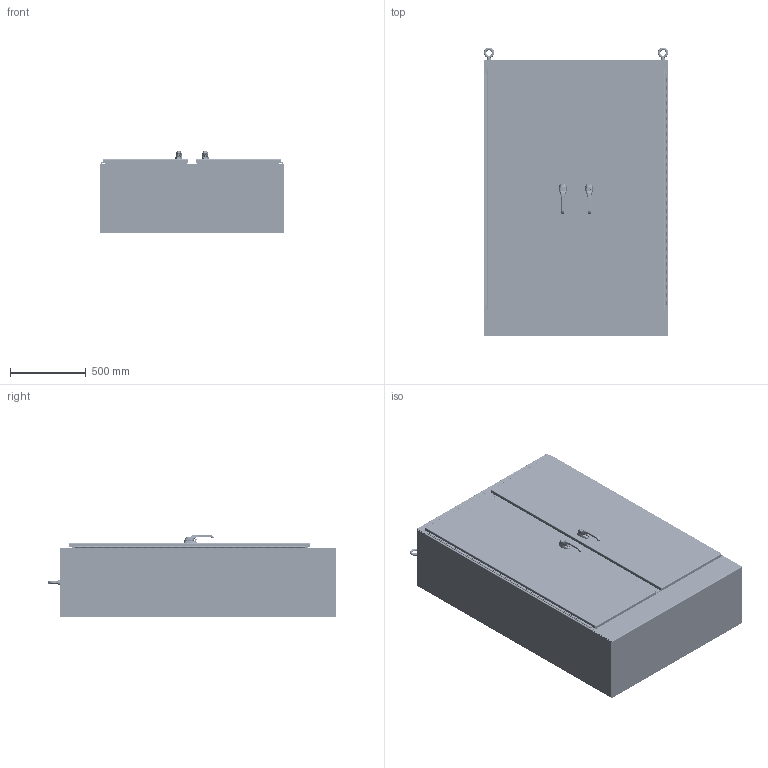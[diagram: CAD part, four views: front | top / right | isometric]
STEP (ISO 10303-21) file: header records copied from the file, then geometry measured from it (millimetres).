
FILE_DESCRIPTION(/* description */ ('NEMA 4, S.S., 2 DOOR, FREE STANDING, FLAT BACK, 72X48'),/* implementation_level */ '2;1');
FILE_NAME(/* name */ 'WA724818SSFSDN43PT.stp',/* time_stamp */ '2015-07-27T10:18:46+06:00',/* author */ ('vdas'),/* organization */ (''),/* preprocessor_version */ 'ST-DEVELOPER v15.2',/* originating_system */ 'Autodesk Inventor 2014',/* authorisation */ '');
FILE_SCHEMA (('AUTOMOTIVE_DESIGN { 1 0 10303 214 3 1 1 }'));
Products named in the file (63): WA7248SSFSDN43PTFB; WA4818SSFSDN43PTTOP; WA4818SSFSDN43PTBTM; WA18SSFSDN43PTLEA; WA7218SSFSDN43PTRS; 38846; HFW303115; HFW303116; HFW316325; HFW372182; WA72SSFSDN43PTMLR; WA72SSFSDN43PTRML; 328131T-60; 328131L-60; 328131P-60; 328131-60; 328131-60_1; WA7248SSFSDN43PTRDR; HFW31234; HFW31233; HFW369101; 1091-903_AF0_1; 1091-903_AF0_2; 1091-903_AF0; PLASTIC-ROLLER-CAM_AF1; 7379-M6-8X25_AF0; LOCK-NUT_AF0; PLASTIC-ROLLER-CAM_AF0_ASM; SUPPORT-ROLL_AF0; 1091-BR11_AF0; HFW31712; 37029; 30254; HFW3762; 31230; 3862; SS_LARGE_DOOR_ROD_ASSM-37029; 1091-73; 1091-74-03; 1091-74-01 ...
Bounding box: 1222.38 x 1911.27 x 547.15 mm (x, y, z)
Volume: 29016813.6 mm3; surface area: 18596818 mm2
Topology: 135 solids, 135 shells, 6208 faces, 15266 edges, 9268 vertices
Faces by surface type: plane 2726, cylinder 2130, bspline 482, torus 464, cone 216, sphere 190
Full cylindrical faces by diameter (mm): 2.5 x2, 3 x2, 3.048 x2, 3.1 x4, 3.15 x2, 3.5 x2, 3.607 x2, 3.9 x2, 4.2 x4, 4.5 x4, 4.762 x8, 4.978 x8, 5 x6, 5.4 x6, 5.69 x8, 6 x6, 6.128 x4, 6.172 x4, 6.337 x12, 6.35 x28, 6.41 x4, 6.655 x32, 7.137 x8, 7.144 x10, 7.938 x4, 8 x4, 8.2 x2, 8.56 x4, 9.525 x20, 10 x2
Entity records: 107120 total; most frequent: CARTESIAN_POINT 41812, DIRECTION 13542, ORIENTED_EDGE 12876, EDGE_CURVE 6408, AXIS2_PLACEMENT_3D 4955, VERTEX_POINT 3990, LINE 3632, VECTOR 3632
